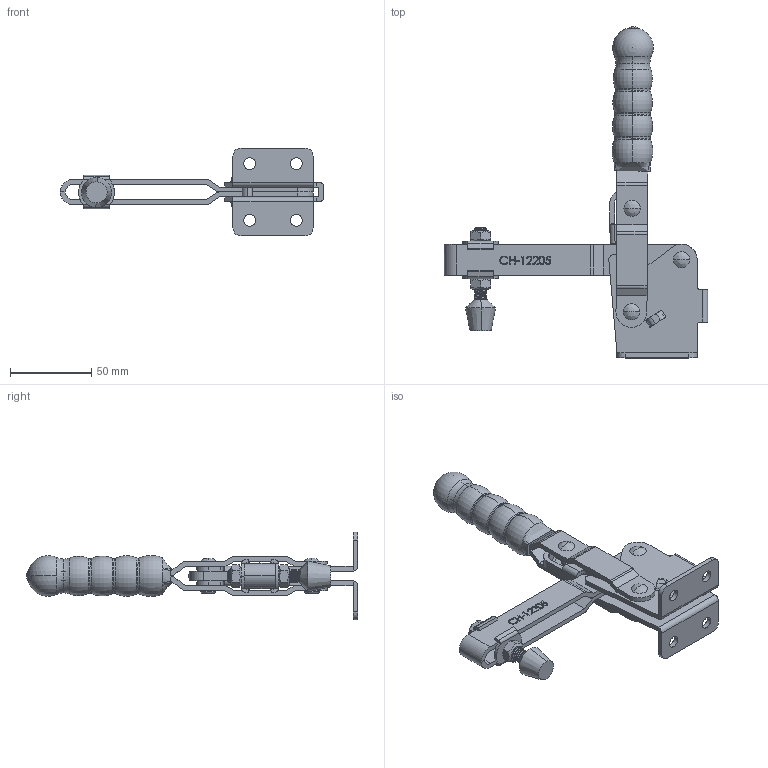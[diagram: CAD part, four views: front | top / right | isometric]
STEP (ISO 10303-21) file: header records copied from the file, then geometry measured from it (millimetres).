
FILE_DESCRIPTION (( 'STEP AP203' ), '1' );
FILE_NAME ('CH-12205.STEP', '2017-11-09T01:37:01', ( 'Windows' ), ( 'Microsoft' ), 'SwSTEP 2.0', 'SolidWorks 2015', '' );
FILE_SCHEMA (( 'CONFIG_CONTROL_DESIGN' ));
Length unit declared in the file: millimetre
Products named in the file (11): CH-FC-56212 Nut; CH-FC-56212 SPINDLE SUPPLIED; CH-12205-01 FLANGED BASE; CH-12205綵竄忒參杶; CH-12205-02 U-BAR; CH-12205; CH-12205-03 STRAIGHT HANDLE; CH-12205-04 CONNECTING-PIATE; CH-12205-06; CH-12205-07; CH-FW-516
Assembly tree (14 placements, depth 2):
  CH-12205
    CH-12205-01 FLANGED BASE
    CH-12205-02 U-BAR
    CH-12205-03 STRAIGHT HANDLE
    CH-12205-04 CONNECTING-PIATE
    CH-12205-06  x2
    CH-12205-07  x2
    CH-FW-516  x2
    CH-FC-56212 Nut  x2
    CH-FC-56212 SPINDLE SUPPLIED
    CH-12205綵竄忒參杶
Bounding box: 161.7 x 203.77 x 54 mm (x, y, z)
Volume: 104290.8 mm3; surface area: 72946.4 mm2
Topology: 16 solids, 16 shells, 811 faces, 2202 edges, 1438 vertices
Faces by surface type: plane 302, cylinder 230, bspline 192, torus 48, cone 37, sphere 2
Entity records: 35146 total; most frequent: CARTESIAN_POINT 16780, ORIENTED_EDGE 3968, DIRECTION 2933, EDGE_CURVE 1984, VERTEX_POINT 1309, LINE 1053, VECTOR 1053, AXIS2_PLACEMENT_3D 940
